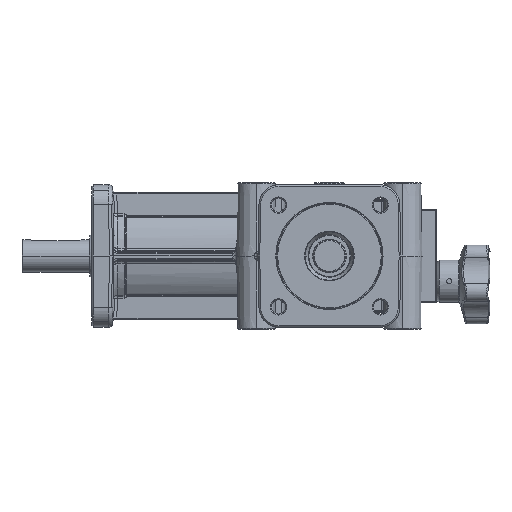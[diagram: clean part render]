
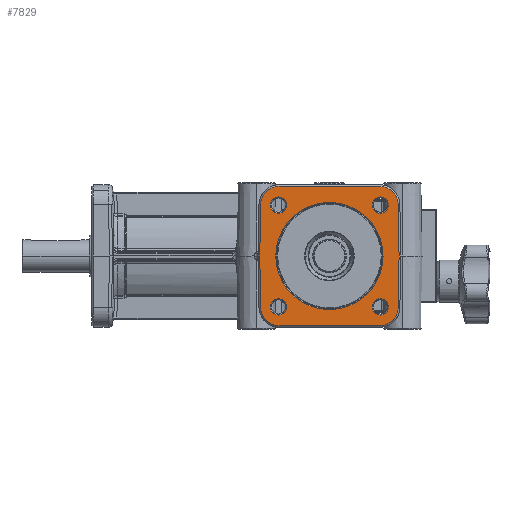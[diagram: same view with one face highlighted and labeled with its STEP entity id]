
A CAD part, left-side view. The second image highlights one B-rep face of the part: STEP entity #7829.
In plain terms, the highlighted planar face has unit normal (-1, 0, 0).
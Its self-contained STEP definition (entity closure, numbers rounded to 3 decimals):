
#7829=ADVANCED_FACE('',(#15772,#15773,#15774,#15775,#15776,#15777),#15778,.T.);
#15772=FACE_OUTER_BOUND('',#109554,.T.);
#15773=FACE_BOUND('',#109555,.T.);
#15774=FACE_BOUND('',#109556,.T.);
#15775=FACE_BOUND('',#109557,.T.);
#15776=FACE_BOUND('',#109558,.T.);
#15777=FACE_BOUND('',#109559,.T.);
#15778=PLANE('',#109560);
#109554=EDGE_LOOP('',(#130409,#130410,#130411,#130412,#130413,#130414,#130415,#130416,#130417,#130418,#130419,#130420,#130421,#130422));
#109555=EDGE_LOOP('',(#130423,#130424));
#109556=EDGE_LOOP('',(#130425,#130426));
#109557=EDGE_LOOP('',(#130427,#130428));
#109558=EDGE_LOOP('',(#130429,#130430));
#109559=EDGE_LOOP('',(#130431,#130432));
#109560=AXIS2_PLACEMENT_3D('',#130433,#130434,#130435);
#130409=ORIENTED_EDGE('',*,*,#139856,.F.);
#130410=ORIENTED_EDGE('',*,*,#139853,.F.);
#130411=ORIENTED_EDGE('',*,*,#130869,.F.);
#130412=ORIENTED_EDGE('',*,*,#139851,.F.);
#130413=ORIENTED_EDGE('',*,*,#139848,.F.);
#130414=ORIENTED_EDGE('',*,*,#130874,.F.);
#130415=ORIENTED_EDGE('',*,*,#139846,.F.);
#130416=ORIENTED_EDGE('',*,*,#139843,.F.);
#130417=ORIENTED_EDGE('',*,*,#139840,.F.);
#130418=ORIENTED_EDGE('',*,*,#130879,.F.);
#130419=ORIENTED_EDGE('',*,*,#139838,.F.);
#130420=ORIENTED_EDGE('',*,*,#139836,.F.);
#130421=ORIENTED_EDGE('',*,*,#130884,.F.);
#130422=ORIENTED_EDGE('',*,*,#139833,.F.);
#130423=ORIENTED_EDGE('',*,*,#139830,.F.);
#130424=ORIENTED_EDGE('',*,*,#130889,.F.);
#130425=ORIENTED_EDGE('',*,*,#139828,.F.);
#130426=ORIENTED_EDGE('',*,*,#130894,.F.);
#130427=ORIENTED_EDGE('',*,*,#139826,.F.);
#130428=ORIENTED_EDGE('',*,*,#130899,.F.);
#130429=ORIENTED_EDGE('',*,*,#139824,.F.);
#130430=ORIENTED_EDGE('',*,*,#130904,.F.);
#130431=ORIENTED_EDGE('',*,*,#139858,.F.);
#130432=ORIENTED_EDGE('',*,*,#130865,.F.);
#130433=CARTESIAN_POINT('',(-75.0,18.5,0.0));
#130434=DIRECTION('',(-1.0,0.0,0.0));
#130435=DIRECTION('',(0.0,0.0,1.0));
#130865=EDGE_CURVE('',#140406,#140408,#140409,.T.);
#130869=EDGE_CURVE('',#140412,#140415,#140416,.T.);
#130874=EDGE_CURVE('',#140421,#140424,#140425,.T.);
#130879=EDGE_CURVE('',#140430,#140433,#140434,.T.);
#130884=EDGE_CURVE('',#140439,#140442,#140443,.T.);
#130889=EDGE_CURVE('',#140448,#140451,#140452,.T.);
#130894=EDGE_CURVE('',#140457,#140460,#140461,.T.);
#130899=EDGE_CURVE('',#140466,#140469,#140470,.T.);
#130904=EDGE_CURVE('',#140475,#140478,#140479,.T.);
#139824=EDGE_CURVE('',#140478,#140475,#153294,.T.);
#139826=EDGE_CURVE('',#140469,#140466,#153296,.T.);
#139828=EDGE_CURVE('',#140460,#140457,#153298,.T.);
#139830=EDGE_CURVE('',#140451,#140448,#153300,.T.);
#139833=EDGE_CURVE('',#153302,#140439,#153304,.T.);
#139836=EDGE_CURVE('',#140442,#153306,#153308,.T.);
#139838=EDGE_CURVE('',#153306,#140430,#153310,.T.);
#139840=EDGE_CURVE('',#140433,#153312,#153313,.T.);
#139843=EDGE_CURVE('',#153312,#153316,#153317,.T.);
#139846=EDGE_CURVE('',#153316,#140421,#153320,.T.);
#139848=EDGE_CURVE('',#140424,#153322,#153323,.T.);
#139851=EDGE_CURVE('',#153322,#140412,#153326,.T.);
#139853=EDGE_CURVE('',#140415,#153328,#153329,.T.);
#139856=EDGE_CURVE('',#153328,#153302,#153332,.T.);
#139858=EDGE_CURVE('',#140408,#140406,#153334,.T.);
#140406=VERTEX_POINT('',#154892);
#140408=VERTEX_POINT('',#154895);
#140409=CIRCLE('',#154896,31.577);
#140412=VERTEX_POINT('',#154900);
#140415=VERTEX_POINT('',#154904);
#140416=CIRCLE('',#154905,11.0);
#140421=VERTEX_POINT('',#154911);
#140424=VERTEX_POINT('',#154915);
#140425=CIRCLE('',#154916,11.0);
#140430=VERTEX_POINT('',#154922);
#140433=VERTEX_POINT('',#154926);
#140434=CIRCLE('',#154927,11.0);
#140439=VERTEX_POINT('',#154933);
#140442=VERTEX_POINT('',#154937);
#140443=CIRCLE('',#154938,11.0);
#140448=VERTEX_POINT('',#154944);
#140451=VERTEX_POINT('',#154948);
#140452=CIRCLE('',#154949,4.765);
#140457=VERTEX_POINT('',#154955);
#140460=VERTEX_POINT('',#154959);
#140461=CIRCLE('',#154960,4.765);
#140466=VERTEX_POINT('',#154966);
#140469=VERTEX_POINT('',#154970);
#140470=CIRCLE('',#154971,4.765);
#140475=VERTEX_POINT('',#154977);
#140478=VERTEX_POINT('',#154981);
#140479=CIRCLE('',#154982,4.765);
#153294=CIRCLE('',#193191,4.765);
#153296=CIRCLE('',#193193,4.765);
#153298=CIRCLE('',#193195,4.765);
#153300=CIRCLE('',#193197,4.765);
#153302=VERTEX_POINT('',#193199);
#153304=CIRCLE('',#193202,11.0);
#153306=VERTEX_POINT('',#193204);
#153308=LINE('',#193207,#193208);
#153310=CIRCLE('',#193210,11.0);
#153312=VERTEX_POINT('',#193212);
#153313=LINE('',#193213,#193214);
#153316=VERTEX_POINT('',#193218);
#153317=LINE('',#193219,#193220);
#153320=CIRCLE('',#193224,11.0);
#153322=VERTEX_POINT('',#193226);
#153323=LINE('',#193227,#193228);
#153326=CIRCLE('',#193232,11.0);
#153328=VERTEX_POINT('',#193234);
#153329=LINE('',#193235,#193236);
#153332=LINE('',#193240,#193241);
#153334=CIRCLE('',#193243,31.577);
#154892=CARTESIAN_POINT('',(-75.0,31.577,0.));
#154895=CARTESIAN_POINT('',(-75.0,-31.577,0.));
#154896=AXIS2_PLACEMENT_3D('',#193599,#193600,#193601);
#154900=CARTESIAN_POINT('',(-75.0,-37.185,37.846));
#154904=CARTESIAN_POINT('',(-75.0,-40.473,30.192));
#154905=AXIS2_PLACEMENT_3D('',#193604,#193605,#193606);
#154911=CARTESIAN_POINT('',(-75.0,37.185,37.846));
#154915=CARTESIAN_POINT('',(-75.0,29.475,41.0));
#154916=AXIS2_PLACEMENT_3D('',#193612,#193613,#193614);
#154922=CARTESIAN_POINT('',(-75.0,37.185,-37.846));
#154926=CARTESIAN_POINT('',(-75.0,40.473,-30.192));
#154927=AXIS2_PLACEMENT_3D('',#193620,#193621,#193622);
#154933=CARTESIAN_POINT('',(-75.0,-37.185,-37.846));
#154937=CARTESIAN_POINT('',(-75.0,-29.475,-41.0));
#154938=AXIS2_PLACEMENT_3D('',#193628,#193629,#193630);
#154944=CARTESIAN_POINT('',(-75.0,25.235,30.0));
#154948=CARTESIAN_POINT('',(-75.0,34.765,30.0));
#154949=AXIS2_PLACEMENT_3D('',#193636,#193637,#193638);
#154955=CARTESIAN_POINT('',(-75.0,-34.765,30.0));
#154959=CARTESIAN_POINT('',(-75.0,-25.235,30.0));
#154960=AXIS2_PLACEMENT_3D('',#193644,#193645,#193646);
#154966=CARTESIAN_POINT('',(-75.0,25.235,-30.0));
#154970=CARTESIAN_POINT('',(-75.0,34.765,-30.0));
#154971=AXIS2_PLACEMENT_3D('',#193652,#193653,#193654);
#154977=CARTESIAN_POINT('',(-75.0,-34.765,-30.0));
#154981=CARTESIAN_POINT('',(-75.0,-25.235,-30.0));
#154982=AXIS2_PLACEMENT_3D('',#193660,#193661,#193662);
#193191=AXIS2_PLACEMENT_3D('',#202987,#202988,#202989);
#193193=AXIS2_PLACEMENT_3D('',#202990,#202991,#202992);
#193195=AXIS2_PLACEMENT_3D('',#202993,#202994,#202995);
#193197=AXIS2_PLACEMENT_3D('',#202996,#202997,#202998);
#193199=CARTESIAN_POINT('',(-75.0,-40.473,-30.192));
#193202=AXIS2_PLACEMENT_3D('',#203000,#203001,#203002);
#193204=CARTESIAN_POINT('',(-75.0,29.475,-41.0));
#193207=CARTESIAN_POINT('',(-75.0,-29.475,-41.0));
#193208=VECTOR('',#203004,58.949);
#193210=AXIS2_PLACEMENT_3D('',#203005,#203006,#203007);
#193212=CARTESIAN_POINT('',(-75.0,41.,0.));
#193213=CARTESIAN_POINT('',(-75.0,40.473,-30.192));
#193214=VECTOR('',#203008,30.197);
#193218=CARTESIAN_POINT('',(-75.0,40.473,30.192));
#193219=CARTESIAN_POINT('',(-75.0,41.,0.));
#193220=VECTOR('',#203010,30.197);
#193224=AXIS2_PLACEMENT_3D('',#203012,#203013,#203014);
#193226=CARTESIAN_POINT('',(-75.0,-29.475,41.0));
#193227=CARTESIAN_POINT('',(-75.0,29.475,41.0));
#193228=VECTOR('',#203015,58.949);
#193232=AXIS2_PLACEMENT_3D('',#203017,#203018,#203019);
#193234=CARTESIAN_POINT('',(-75.0,-41.,0.));
#193235=CARTESIAN_POINT('',(-75.0,-40.473,30.192));
#193236=VECTOR('',#203020,30.197);
#193240=CARTESIAN_POINT('',(-75.0,-41.,0.));
#193241=VECTOR('',#203022,30.197);
#193243=AXIS2_PLACEMENT_3D('',#203023,#203024,#203025);
#193599=CARTESIAN_POINT('',(-75.0,0.0,0.0));
#193600=DIRECTION('',(-1.0,0.0,0.0));
#193601=DIRECTION('',(0.0,1.0,0.0));
#193604=CARTESIAN_POINT('',(-75.0,-29.475,30.0));
#193605=DIRECTION('',(1.0,0.0,0.0));
#193606=DIRECTION('',(0.0,-0.701,0.713));
#193612=CARTESIAN_POINT('',(-75.0,29.475,30.0));
#193613=DIRECTION('',(1.0,0.0,-0.0));
#193614=DIRECTION('',(0.0,0.701,0.713));
#193620=CARTESIAN_POINT('',(-75.0,29.475,-30.0));
#193621=DIRECTION('',(1.0,0.0,0.0));
#193622=DIRECTION('',(0.0,0.701,-0.713));
#193628=CARTESIAN_POINT('',(-75.0,-29.475,-30.0));
#193629=DIRECTION('',(1.0,0.0,0.0));
#193630=DIRECTION('',(0.0,-0.701,-0.713));
#193636=CARTESIAN_POINT('',(-75.0,30.0,30.0));
#193637=DIRECTION('',(-1.0,0.0,0.0));
#193638=DIRECTION('',(0.0,-1.0,0.0));
#193644=CARTESIAN_POINT('',(-75.0,-30.0,30.0));
#193645=DIRECTION('',(-1.0,0.0,0.0));
#193646=DIRECTION('',(0.0,-1.0,0.0));
#193652=CARTESIAN_POINT('',(-75.0,30.0,-30.0));
#193653=DIRECTION('',(-1.0,0.0,0.0));
#193654=DIRECTION('',(0.0,-1.0,0.0));
#193660=CARTESIAN_POINT('',(-75.0,-30.0,-30.0));
#193661=DIRECTION('',(-1.0,0.0,0.0));
#193662=DIRECTION('',(0.0,-1.0,0.0));
#202987=CARTESIAN_POINT('',(-75.0,-30.0,-30.0));
#202988=DIRECTION('',(-1.0,0.0,0.0));
#202989=DIRECTION('',(0.0,-1.0,0.0));
#202990=CARTESIAN_POINT('',(-75.0,30.0,-30.0));
#202991=DIRECTION('',(-1.0,0.0,0.0));
#202992=DIRECTION('',(0.0,-1.0,0.0));
#202993=CARTESIAN_POINT('',(-75.0,-30.0,30.0));
#202994=DIRECTION('',(-1.0,0.0,0.0));
#202995=DIRECTION('',(0.0,-1.0,0.0));
#202996=CARTESIAN_POINT('',(-75.0,30.0,30.0));
#202997=DIRECTION('',(-1.0,0.0,0.0));
#202998=DIRECTION('',(0.0,-1.0,0.0));
#203000=CARTESIAN_POINT('',(-75.0,-29.475,-30.0));
#203001=DIRECTION('',(1.0,0.0,0.0));
#203002=DIRECTION('',(0.0,-0.701,-0.713));
#203004=DIRECTION('',(0.0,1.0,0.0));
#203005=CARTESIAN_POINT('',(-75.0,29.475,-30.0));
#203006=DIRECTION('',(1.0,0.0,0.0));
#203007=DIRECTION('',(0.0,0.701,-0.713));
#203008=DIRECTION('',(0.0,0.017,1.));
#203010=DIRECTION('',(0.0,-0.017,1.));
#203012=CARTESIAN_POINT('',(-75.0,29.475,30.0));
#203013=DIRECTION('',(1.0,0.0,-0.0));
#203014=DIRECTION('',(0.0,0.701,0.713));
#203015=DIRECTION('',(0.0,-1.0,0.0));
#203017=CARTESIAN_POINT('',(-75.0,-29.475,30.0));
#203018=DIRECTION('',(1.0,0.0,0.0));
#203019=DIRECTION('',(0.0,-0.701,0.713));
#203020=DIRECTION('',(0.0,-0.017,-1.));
#203022=DIRECTION('',(0.0,0.017,-1.));
#203023=CARTESIAN_POINT('',(-75.0,0.0,0.0));
#203024=DIRECTION('',(-1.0,0.0,0.0));
#203025=DIRECTION('',(0.0,1.0,0.0));
